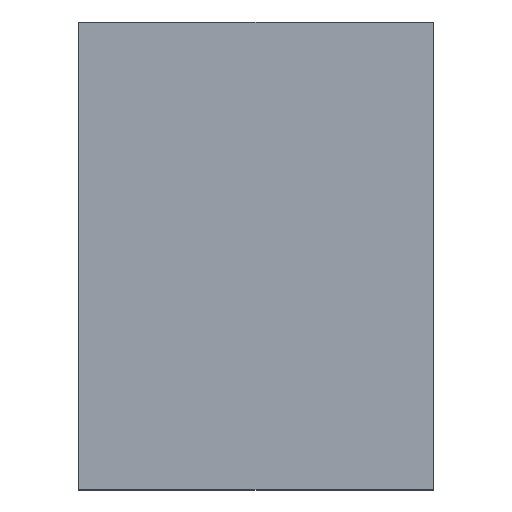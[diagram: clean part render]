
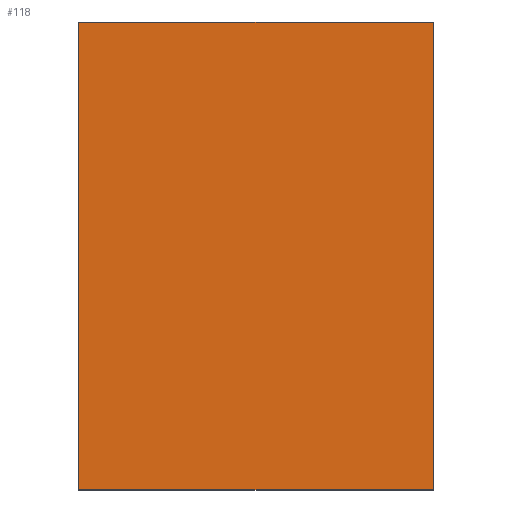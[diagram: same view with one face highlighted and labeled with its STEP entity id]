
A CAD part, top view. The second image highlights one B-rep face of the part: STEP entity #118.
In plain terms, the highlighted planar face has unit normal (0, 0, 1).
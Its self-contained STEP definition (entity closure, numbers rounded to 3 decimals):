
#32=FACE_OUTER_BOUND('',#38,.T.);
#38=EDGE_LOOP('',(#103,#104,#105,#106));
#42=LINE('',#195,#54);
#45=LINE('',#201,#57);
#48=LINE('',#207,#60);
#50=LINE('',#210,#62);
#54=VECTOR('',#158,1.);
#57=VECTOR('',#163,1.);
#60=VECTOR('',#168,1.);
#62=VECTOR('',#172,1.);
#64=VERTEX_POINT('',#189);
#66=VERTEX_POINT('',#193);
#68=VERTEX_POINT('',#199);
#70=VERTEX_POINT('',#205);
#74=EDGE_CURVE('',#64,#66,#42,.T.);
#77=EDGE_CURVE('',#66,#68,#45,.T.);
#80=EDGE_CURVE('',#68,#70,#48,.T.);
#82=EDGE_CURVE('',#70,#64,#50,.T.);
#103=ORIENTED_EDGE('',*,*,#74,.T.);
#104=ORIENTED_EDGE('',*,*,#77,.T.);
#105=ORIENTED_EDGE('',*,*,#80,.T.);
#106=ORIENTED_EDGE('',*,*,#82,.T.);
#112=PLANE('',#141);
#118=ADVANCED_FACE('',(#32),#112,.F.);
#141=AXIS2_PLACEMENT_3D('',#212,#175,#176);
#158=DIRECTION('',(0.,-1.,0.));
#163=DIRECTION('',(1.,0.,0.));
#168=DIRECTION('',(0.,1.,0.));
#172=DIRECTION('',(-1.,0.,0.));
#175=DIRECTION('center_axis',(0.,0.,-1.));
#176=DIRECTION('ref_axis',(-1.,0.,0.));
#189=CARTESIAN_POINT('',(-0.625,0.825,0.6));
#193=CARTESIAN_POINT('',(-0.625,-0.825,0.6));
#195=CARTESIAN_POINT('',(-0.625,0.825,0.6));
#199=CARTESIAN_POINT('',(0.625,-0.825,0.6));
#201=CARTESIAN_POINT('',(-0.625,-0.825,0.6));
#205=CARTESIAN_POINT('',(0.625,0.825,0.6));
#207=CARTESIAN_POINT('',(0.625,-0.825,0.6));
#210=CARTESIAN_POINT('',(0.625,0.825,0.6));
#212=CARTESIAN_POINT('Origin',(-0.625,0.825,0.6));
